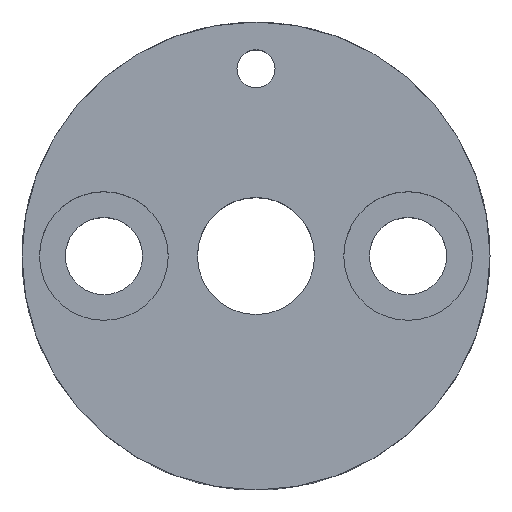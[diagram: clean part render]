
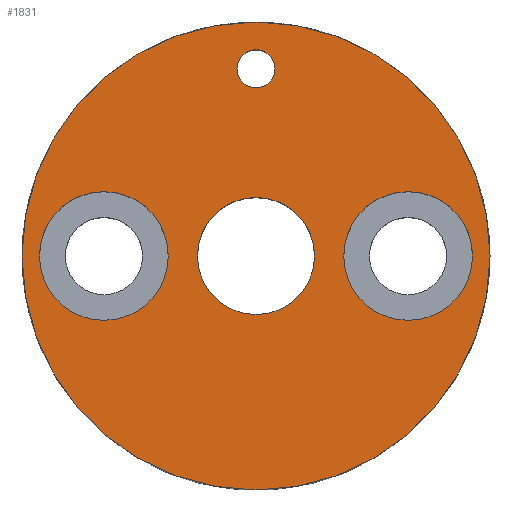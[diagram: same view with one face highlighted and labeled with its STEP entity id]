
A CAD part, top view. The second image highlights one B-rep face of the part: STEP entity #1831.
In plain terms, the highlighted planar face has unit normal (0, 0, 1).
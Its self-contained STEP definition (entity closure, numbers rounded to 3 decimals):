
#1047=EDGE_CURVE('',#2235,#1521,#2832,.T.);
#1099=VERTEX_POINT('',#2889);
#1115=VERTEX_POINT('',#2909);
#1165=EDGE_CURVE('',#1521,#2235,#2962,.T.);
#1199=VERTEX_POINT('',#3000);
#1247=VERTEX_POINT('',#3051);
#1325=EDGE_CURVE('',#1247,#2027,#3137,.T.);
#1409=VERTEX_POINT('',#3230);
#1521=VERTEX_POINT('',#3357);
#1549=EDGE_CURVE('',#1115,#2625,#3387,.T.);
#1607=EDGE_CURVE('',#2625,#1115,#3454,.T.);
#1767=EDGE_CURVE('',#1409,#1199,#3639,.T.);
#1831=ADVANCED_FACE('',(#3708,#3709,#3710,#3711,#3712),#3713,.T.);
#1837=VERTEX_POINT('',#3719);
#1917=EDGE_CURVE('',#2027,#1247,#3804,.T.);
#2027=VERTEX_POINT('',#3929);
#2029=EDGE_CURVE('',#1837,#1099,#3931,.T.);
#2235=VERTEX_POINT('',#4163);
#2413=EDGE_CURVE('',#1099,#1837,#4364,.T.);
#2495=EDGE_CURVE('',#1199,#1409,#4454,.T.);
#2625=VERTEX_POINT('',#4601);
#2832=CIRCLE('',#4849,5.5);
#2889=CARTESIAN_POINT('',(-20.0,0.,15.0));
#2909=CARTESIAN_POINT('',(-5.0,0.0,15.0));
#2962=CIRCLE('',#5015,5.5);
#3000=CARTESIAN_POINT('',(18.5,0.,15.0));
#3051=CARTESIAN_POINT('',(-1.625,16.0,15.0));
#3137=CIRCLE('',#5246,1.625);
#3230=CARTESIAN_POINT('',(7.5,0.0,15.0));
#3357=CARTESIAN_POINT('',(-7.5,0.,15.0));
#3387=CIRCLE('',#5568,5.0);
#3454=CIRCLE('',#5658,5.0);
#3639=CIRCLE('',#5887,5.5);
#3708=FACE_BOUND('',#5976,.T.);
#3709=FACE_BOUND('',#5977,.T.);
#3710=FACE_BOUND('',#5978,.T.);
#3711=FACE_BOUND('',#5979,.T.);
#3712=FACE_OUTER_BOUND('',#5980,.T.);
#3713=PLANE('',#5981);
#3719=CARTESIAN_POINT('',(20.0,0.,15.0));
#3804=CIRCLE('',#6104,1.625);
#3929=CARTESIAN_POINT('',(1.625,16.0,15.0));
#3931=CIRCLE('',#6281,20.0);
#4163=CARTESIAN_POINT('',(-18.5,0.0,15.0));
#4364=CIRCLE('',#6843,20.0);
#4454=CIRCLE('',#6964,5.5);
#4601=CARTESIAN_POINT('',(5.0,0.,15.0));
#4849=AXIS2_PLACEMENT_3D('',#7431,#7432,#7433);
#5015=AXIS2_PLACEMENT_3D('',#7567,#7568,#7569);
#5246=AXIS2_PLACEMENT_3D('',#7787,#7788,#7789);
#5568=AXIS2_PLACEMENT_3D('',#8134,#8135,#8136);
#5658=AXIS2_PLACEMENT_3D('',#8245,#8246,#8247);
#5887=AXIS2_PLACEMENT_3D('',#8518,#8519,#8520);
#5976=EDGE_LOOP('',(#8604,#8605));
#5977=EDGE_LOOP('',(#8606,#8607));
#5978=EDGE_LOOP('',(#8608,#8609));
#5979=EDGE_LOOP('',(#8610,#8611));
#5980=EDGE_LOOP('',(#8612,#8613));
#5981=AXIS2_PLACEMENT_3D('',#8614,#8615,#8616);
#6104=AXIS2_PLACEMENT_3D('',#8705,#8706,#8707);
#6281=AXIS2_PLACEMENT_3D('',#8883,#8884,#8885);
#6843=AXIS2_PLACEMENT_3D('',#9510,#9511,#9512);
#6964=AXIS2_PLACEMENT_3D('',#9627,#9628,#9629);
#7431=CARTESIAN_POINT('',(-13.0,0.0,15.0));
#7432=DIRECTION('',(0.,0.,-1.0));
#7433=DIRECTION('',(1.0,0.,0.));
#7567=CARTESIAN_POINT('',(-13.0,0.0,15.0));
#7568=DIRECTION('',(0.,0.,-1.0));
#7569=DIRECTION('',(1.0,0.,0.));
#7787=CARTESIAN_POINT('',(0.0,16.0,15.0));
#7788=DIRECTION('',(0.,0.,-1.0));
#7789=DIRECTION('',(1.0,0.,0.));
#8134=CARTESIAN_POINT('',(0.0,0.,15.0));
#8135=DIRECTION('',(0.,0.,-1.0));
#8136=DIRECTION('',(1.0,0.,0.));
#8245=CARTESIAN_POINT('',(0.0,0.,15.0));
#8246=DIRECTION('',(0.,0.,-1.0));
#8247=DIRECTION('',(1.0,0.,0.));
#8518=CARTESIAN_POINT('',(13.0,0.0,15.0));
#8519=DIRECTION('',(0.,0.,-1.0));
#8520=DIRECTION('',(1.0,0.,0.));
#8604=ORIENTED_EDGE('',*,*,#1047,.T.);
#8605=ORIENTED_EDGE('',*,*,#1165,.T.);
#8606=ORIENTED_EDGE('',*,*,#1767,.T.);
#8607=ORIENTED_EDGE('',*,*,#2495,.T.);
#8608=ORIENTED_EDGE('',*,*,#1325,.T.);
#8609=ORIENTED_EDGE('',*,*,#1917,.T.);
#8610=ORIENTED_EDGE('',*,*,#1549,.T.);
#8611=ORIENTED_EDGE('',*,*,#1607,.T.);
#8612=ORIENTED_EDGE('',*,*,#2413,.T.);
#8613=ORIENTED_EDGE('',*,*,#2029,.T.);
#8614=CARTESIAN_POINT('',(-10.0,0.,15.0));
#8615=DIRECTION('',(0.,0.,1.0));
#8616=DIRECTION('',(-1.0,0.,0.0));
#8705=CARTESIAN_POINT('',(0.0,16.0,15.0));
#8706=DIRECTION('',(0.,0.,-1.0));
#8707=DIRECTION('',(1.0,0.,0.));
#8883=CARTESIAN_POINT('',(0.,0.,15.0));
#8884=DIRECTION('',(0.,0.,1.0));
#8885=DIRECTION('',(-1.0,0.,0.));
#9510=CARTESIAN_POINT('',(0.,0.,15.0));
#9511=DIRECTION('',(0.,0.,1.0));
#9512=DIRECTION('',(-1.0,0.,0.));
#9627=CARTESIAN_POINT('',(13.0,0.0,15.0));
#9628=DIRECTION('',(0.,0.,-1.0));
#9629=DIRECTION('',(1.0,0.,0.));
